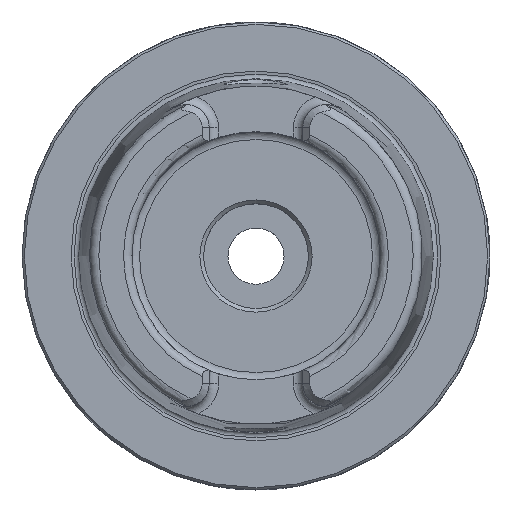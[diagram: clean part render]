
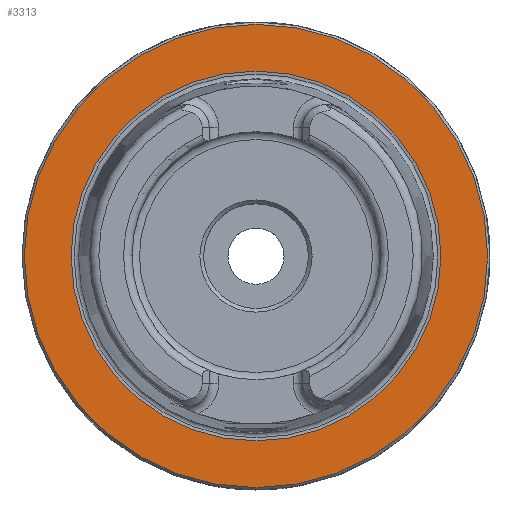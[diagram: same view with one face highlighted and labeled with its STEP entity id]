
A CAD part, top view. The second image highlights one B-rep face of the part: STEP entity #3313.
In plain terms, the highlighted planar face has unit normal (0, 0, 1).
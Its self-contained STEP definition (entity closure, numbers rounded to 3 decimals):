
#260=PLANE('',#3589);
#675=ORIENTED_EDGE('',*,*,#1150,.F.);
#676=ORIENTED_EDGE('',*,*,#1146,.T.);
#1146=EDGE_CURVE('',#1398,#1398,#1566,.T.);
#1150=EDGE_CURVE('',#1402,#1402,#1570,.T.);
#1398=VERTEX_POINT('',#5060);
#1402=VERTEX_POINT('',#5071);
#1566=CIRCLE('',#3583,49.5);
#1570=CIRCLE('',#3590,39.511);
#1750=EDGE_LOOP('',(#675));
#1751=EDGE_LOOP('',(#676));
#1988=FACE_BOUND('',#1750,.T.);
#1989=FACE_BOUND('',#1751,.T.);
#3313=ADVANCED_FACE('',(#1988,#1989),#260,.T.);
#3583=AXIS2_PLACEMENT_3D('',#5059,#4164,#4165);
#3589=AXIS2_PLACEMENT_3D('',#5069,#4176,#4177);
#3590=AXIS2_PLACEMENT_3D('',#5070,#4178,#4179);
#4164=DIRECTION('',(0.,0.,1.));
#4165=DIRECTION('',(1.,0.,0.));
#4176=DIRECTION('',(0.,0.,1.));
#4177=DIRECTION('',(1.,0.,0.));
#4178=DIRECTION('',(0.,0.,1.));
#4179=DIRECTION('',(1.,0.,0.));
#5059=CARTESIAN_POINT('',(0.,0.,0.));
#5060=CARTESIAN_POINT('',(49.5,0.,0.));
#5069=CARTESIAN_POINT('',(49.5,0.,0.));
#5070=CARTESIAN_POINT('',(0.,0.,0.));
#5071=CARTESIAN_POINT('',(39.511,0.,0.));
